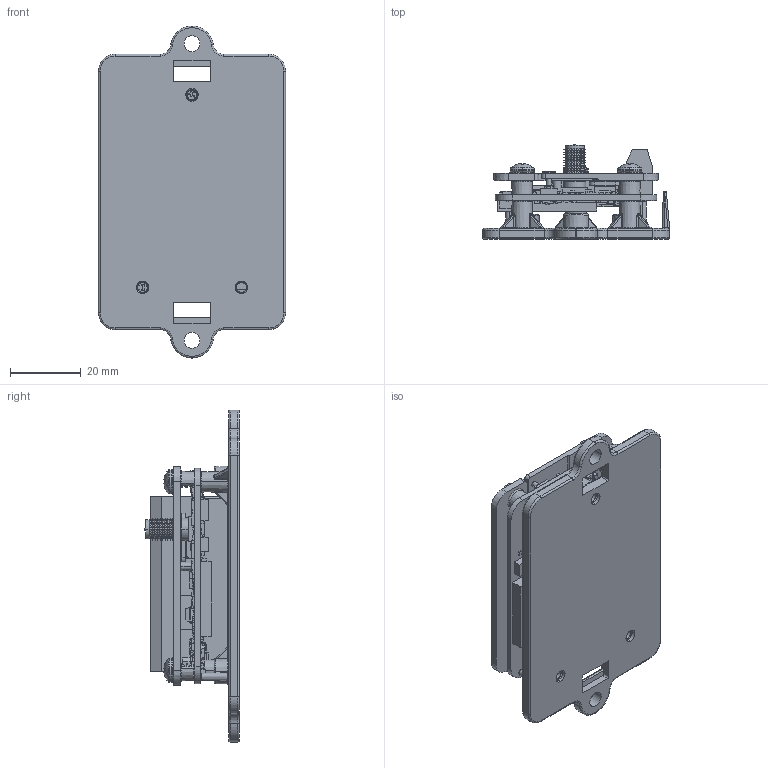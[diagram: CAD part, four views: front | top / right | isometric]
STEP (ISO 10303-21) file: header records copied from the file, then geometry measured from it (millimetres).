
FILE_DESCRIPTION((''),'2;1');
FILE_NAME('165756_SW','2012-07-20T',('banengservice'),('BANNER ENGINEERING'),'PRO/ENGINEER BY PARAMETRIC TECHNOLOGY CORPORATION, 2009141','PRO/ENGINEER BY PARAMETRIC TECHNOLOGY CORPORATION, 2009141','');
FILE_SCHEMA(('CONFIG_CONTROL_DESIGN'));
Products named in the file (1): 165756_SW
Bounding box: 53 x 26.8 x 94 mm (x, y, z)
Volume: 31222.6 mm3; surface area: 28572.5 mm2
Topology: 1 solids, 1 shells, 6563 faces, 18321 edges, 11887 vertices
Faces by surface type: plane 5484, cylinder 625, cone 203, torus 124, bspline 100, sphere 27
Entity records: 223976 total; most frequent: CARTESIAN_POINT 54516, ORIENTED_EDGE 36638, DIRECTION 32116, EDGE_CURVE 18319, VECTOR 16122, LINE 16122, VERTEX_POINT 11887, AXIS2_PLACEMENT_3D 7997
